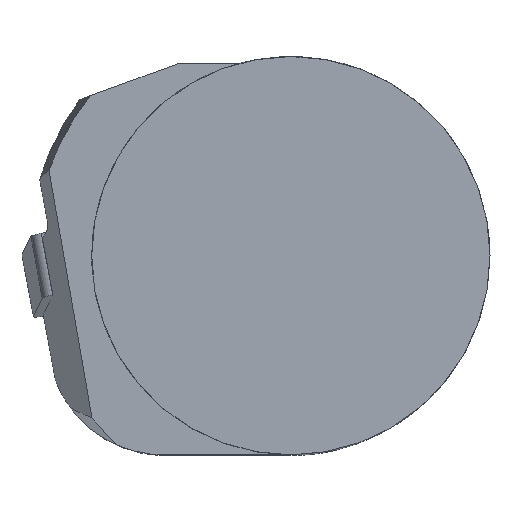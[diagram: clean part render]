
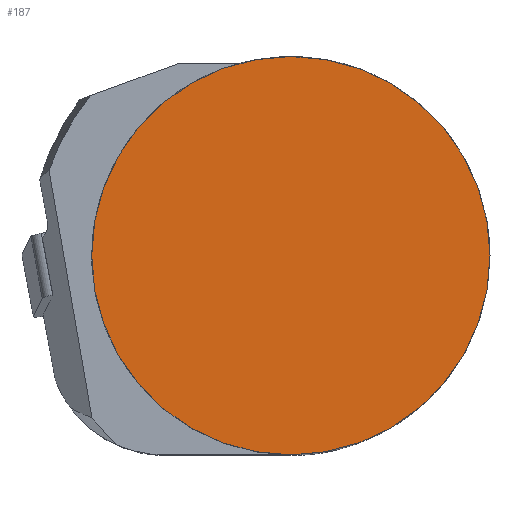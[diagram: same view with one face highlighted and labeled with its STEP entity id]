
A CAD part, top view. The second image highlights one B-rep face of the part: STEP entity #187.
In plain terms, the highlighted planar face has unit normal (0, 0, 1).
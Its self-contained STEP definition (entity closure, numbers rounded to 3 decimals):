
#187=ADVANCED_FACE('',(#251),#224,.F.);
#224=PLANE('',#894);
#251=FACE_OUTER_BOUND('',#291,.T.);
#291=EDGE_LOOP('',(#505));
#505=ORIENTED_EDGE('',*,*,#749,.T.);
#675=VERTEX_POINT('',#1268);
#749=EDGE_CURVE('',#675,#675,#843,.T.);
#843=CIRCLE('',#873,20.);
#873=AXIS2_PLACEMENT_3D('',#1267,#973,#974);
#894=AXIS2_PLACEMENT_3D('',#1391,#1032,#1033);
#973=DIRECTION('',(0.,0.,1.));
#974=DIRECTION('',(1.,0.,0.));
#1032=DIRECTION('',(0.,0.,-1.));
#1033=DIRECTION('',(-1.,0.,0.));
#1267=CARTESIAN_POINT('',(0.,0.,0.325));
#1268=CARTESIAN_POINT('',(20.,0.,0.325));
#1391=CARTESIAN_POINT('',(-20.,0.,0.325));
